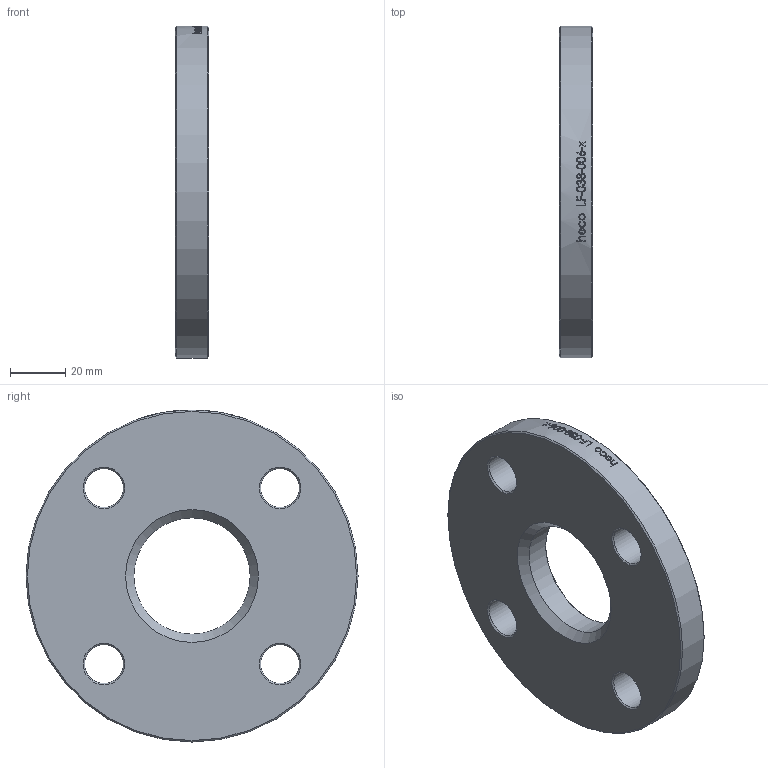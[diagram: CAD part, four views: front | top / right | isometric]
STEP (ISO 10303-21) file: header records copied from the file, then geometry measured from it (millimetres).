
FILE_DESCRIPTION (( 'STEP AP214' ), '1' );
FILE_NAME ('LF-038-006-x Loser Flansch 2012.STEP', '2020-12-10T11:01:57', ( '' ), ( '' ), 'SwSTEP 2.0', 'SolidWorks 2019', '' );
FILE_SCHEMA (( 'AUTOMOTIVE_DESIGN' ));
Length unit declared in the file: millimetre
Products named in the file (1): LF-038-006-x Loser Flansch 2012
Bounding box: 12 x 120 x 120 mm (x, y, z)
Volume: 110894.2 mm3; surface area: 26253.5 mm2
Topology: 1 solids, 1 shells, 44 faces, 212 edges, 193 vertices
Faces by surface type: cylinder 30, cone 12, plane 2
Full cylindrical faces by diameter (mm): 14 x4, 42 x1, 120 x1
Entity records: 5139 total; most frequent: CARTESIAN_POINT 3398, ORIENTED_EDGE 370, DIRECTION 208, VERTEX_POINT 185, EDGE_CURVE 185, B_SPLINE_CURVE_WITH_KNOTS 116, EDGE_LOOP 96, AXIS2_PLACEMENT_3D 94
